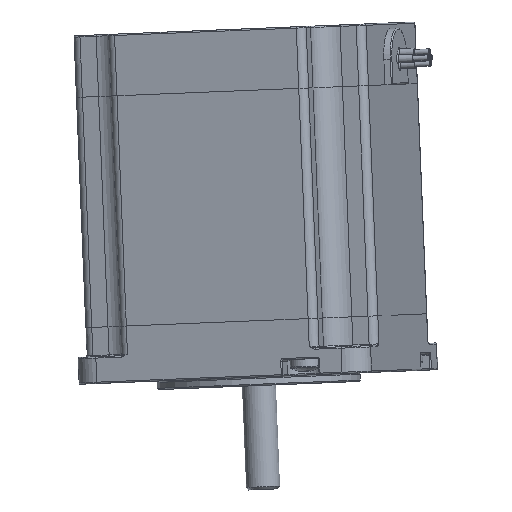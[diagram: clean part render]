
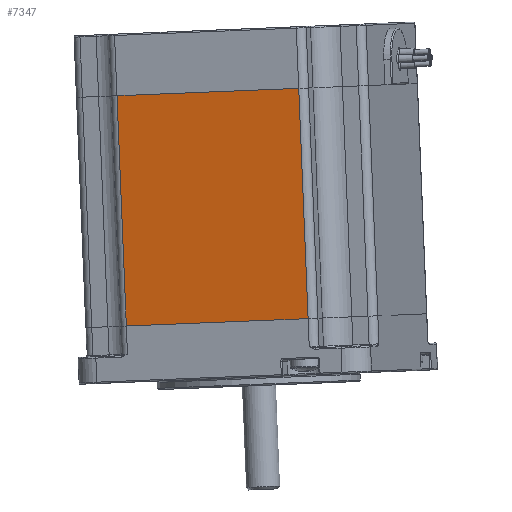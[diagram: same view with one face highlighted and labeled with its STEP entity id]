
A CAD part, front view. The second image highlights one B-rep face of the part: STEP entity #7347.
In plain terms, the highlighted planar face has unit normal (-0.259, -0.966, -0.011).
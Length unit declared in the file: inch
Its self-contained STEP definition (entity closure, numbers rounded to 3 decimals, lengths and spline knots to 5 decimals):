
#209=PLANE('',#7990);
#382=LINE('',#11694,#785);
#439=LINE('',#11944,#842);
#440=LINE('',#11945,#843);
#441=LINE('',#11946,#844);
#785=VECTOR('',#9128,39.37008);
#842=VECTOR('',#9427,39.37008);
#843=VECTOR('',#9428,39.37008);
#844=VECTOR('',#9429,39.37008);
#1414=FACE_OUTER_BOUND('',#1874,.T.);
#1874=EDGE_LOOP('',(#5091,#5092,#5093,#5094));
#2950=VERTEX_POINT('',#11687);
#2953=VERTEX_POINT('',#11692);
#3024=VERTEX_POINT('',#11942);
#3025=VERTEX_POINT('',#11943);
#3651=EDGE_CURVE('',#2953,#2950,#382,.T.);
#3776=EDGE_CURVE('',#3024,#3025,#439,.T.);
#3777=EDGE_CURVE('',#3024,#2950,#440,.T.);
#3778=EDGE_CURVE('',#2953,#3025,#441,.T.);
#5091=ORIENTED_EDGE('',*,*,#3776,.F.);
#5092=ORIENTED_EDGE('',*,*,#3777,.T.);
#5093=ORIENTED_EDGE('',*,*,#3651,.F.);
#5094=ORIENTED_EDGE('',*,*,#3778,.T.);
#7347=ADVANCED_FACE('',(#1414),#209,.F.);
#7990=AXIS2_PLACEMENT_3D('',#11941,#9425,#9426);
#9128=DIRECTION('',(0.965,-0.259,0.039));
#9425=DIRECTION('center_axis',(0.259,0.966,0.011));
#9426=DIRECTION('ref_axis',(0.965,-0.259,0.039));
#9427=DIRECTION('',(-0.965,0.259,-0.039));
#9428=DIRECTION('',(-0.041,0.,0.999));
#9429=DIRECTION('',(0.041,0.,-0.999));
#11687=CARTESIAN_POINT('',(4.40007,-7.41657,16.74151));
#11692=CARTESIAN_POINT('',(3.06485,-7.05851,16.68721));
#11694=CARTESIAN_POINT('',(2.83193,-6.99604,16.67774));
#11941=CARTESIAN_POINT('Origin',(2.83193,-6.99604,16.67774));
#11942=CARTESIAN_POINT('',(4.46886,-7.41657,15.04999));
#11943=CARTESIAN_POINT('',(3.13364,-7.05851,14.99569));
#11944=CARTESIAN_POINT('',(4.87277,-7.52489,15.06641));
#11945=CARTESIAN_POINT('',(4.40007,-7.41657,16.74151));
#11946=CARTESIAN_POINT('',(3.13364,-7.05851,14.99569));
